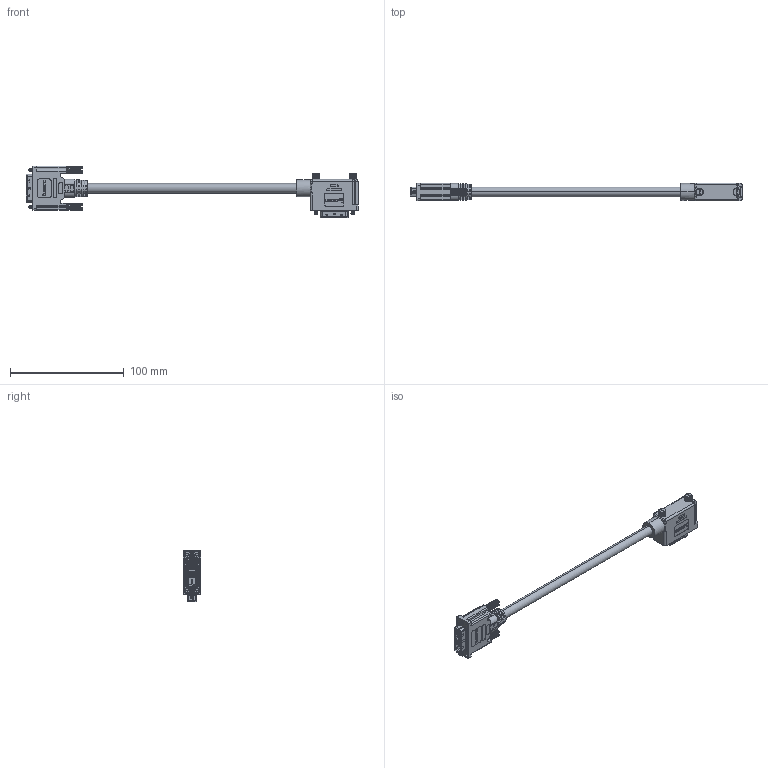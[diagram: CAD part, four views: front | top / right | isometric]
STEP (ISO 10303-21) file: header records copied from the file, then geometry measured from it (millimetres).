
FILE_DESCRIPTION (( 'STEP AP214' ), '1' );
FILE_NAME ('DVIDS-RA3.STEP', '2018-11-29T18:34:53', ( '' ), ( '' ), 'SwSTEP 2.0', 'SolidWorks 2017', '' );
FILE_SCHEMA (( 'AUTOMOTIVE_DESIGN' ));
Length unit declared in the file: inch
Products named in the file (10): 1AH01-007___; MTN-671; MTN-670_Left exit; 1AJ01-018___; DVI-DL CABLELINE; MTN-670_SL_Left exit with thumbscrews; MTN-671_left exit_SL; DVIDS-RA3; 1AJ06-076_SUPRESSED KNURL; 1AJ06-083
Assembly tree (12 placements, depth 4):
  DVIDS-RA3
    DVI-DL CABLELINE
    MTN-670_SL_Left exit with thumbscrews
      MTN-670_Left exit
      MTN-671_left exit_SL
        MTN-671
        1AH01-007___
      1AJ06-076_SUPRESSED KNURL  x2
    1AJ01-018___
    1AH01-007___
    1AJ06-083  x2
Bounding box: 292.44 x 15.6 x 45.5 mm (x, y, z)
Volume: 46848.1 mm3; surface area: 32973.5 mm2
Topology: 48 solids, 48 shells, 3671 faces, 9454 edges, 6048 vertices
Faces by surface type: plane 2065, cylinder 836, bspline 621, cone 70, torus 63, sphere 16
Entity records: 86221 total; most frequent: CARTESIAN_POINT 27518, ORIENTED_EDGE 11376, DIRECTION 9213, EDGE_CURVE 5688, VERTEX_POINT 3644, LINE 3555, VECTOR 3555, AXIS2_PLACEMENT_3D 2829
